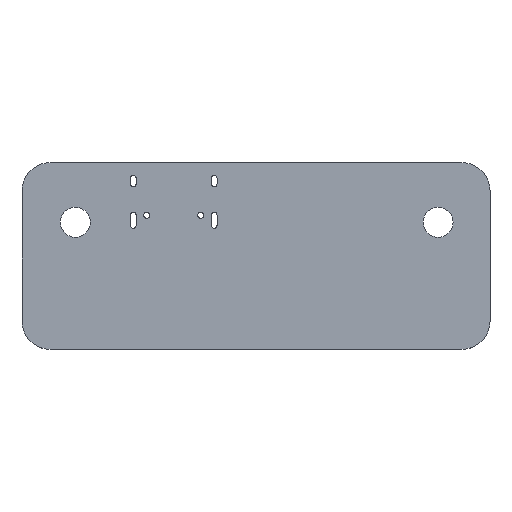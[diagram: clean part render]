
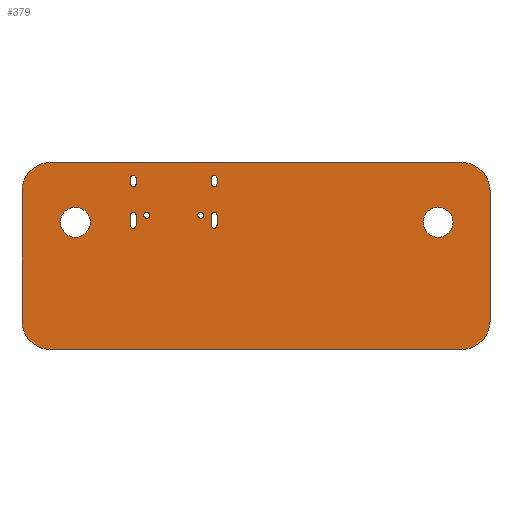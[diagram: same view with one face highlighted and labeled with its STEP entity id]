
A CAD part, top view. The second image highlights one B-rep face of the part: STEP entity #379.
In plain terms, the highlighted planar face has unit normal (0, 0, 1).
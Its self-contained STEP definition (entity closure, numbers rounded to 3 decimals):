
#42 = VERTEX_POINT('',#43);
#43 = CARTESIAN_POINT('',(180.5,-31.5,1.6));
#49 = EDGE_CURVE('',#42,#50,#52,.T.);
#50 = VERTEX_POINT('',#51);
#51 = CARTESIAN_POINT('',(183.5,-34.5,1.6));
#52 = CIRCLE('',#53,3.);
#53 = AXIS2_PLACEMENT_3D('',#54,#55,#56);
#54 = CARTESIAN_POINT('',(180.5,-34.5,1.6));
#55 = DIRECTION('',(0.,0.,-1.));
#56 = DIRECTION('',(0.,1.,0.));
#84 = VERTEX_POINT('',#85);
#85 = CARTESIAN_POINT('',(136.5,-31.5,1.6));
#91 = EDGE_CURVE('',#84,#42,#92,.T.);
#92 = LINE('',#93,#94);
#93 = CARTESIAN_POINT('',(136.5,-31.5,1.6));
#94 = VECTOR('',#95,1.);
#95 = DIRECTION('',(1.,0.,0.));
#113 = EDGE_CURVE('',#50,#114,#116,.T.);
#114 = VERTEX_POINT('',#115);
#115 = CARTESIAN_POINT('',(183.5,-48.45,1.6));
#116 = LINE('',#117,#118);
#117 = CARTESIAN_POINT('',(183.5,-34.5,1.6));
#118 = VECTOR('',#119,1.);
#119 = DIRECTION('',(0.,-1.,0.));
#379 = ADVANCED_FACE('',(#380,#426,#437,#473,#484,#495,#531,#542,#578),
  #614,.T.);
#380 = FACE_BOUND('',#381,.T.);
#381 = EDGE_LOOP('',(#382,#383,#384,#393,#401,#410,#418,#425));
#382 = ORIENTED_EDGE('',*,*,#49,.F.);
#383 = ORIENTED_EDGE('',*,*,#91,.F.);
#384 = ORIENTED_EDGE('',*,*,#385,.F.);
#385 = EDGE_CURVE('',#386,#84,#388,.T.);
#386 = VERTEX_POINT('',#387);
#387 = CARTESIAN_POINT('',(133.5,-34.5,1.6));
#388 = CIRCLE('',#389,3.);
#389 = AXIS2_PLACEMENT_3D('',#390,#391,#392);
#390 = CARTESIAN_POINT('',(136.5,-34.5,1.6));
#391 = DIRECTION('',(0.,0.,-1.));
#392 = DIRECTION('',(-1.,0.,0.));
#393 = ORIENTED_EDGE('',*,*,#394,.F.);
#394 = EDGE_CURVE('',#395,#386,#397,.T.);
#395 = VERTEX_POINT('',#396);
#396 = CARTESIAN_POINT('',(133.5,-48.45,1.6));
#397 = LINE('',#398,#399);
#398 = CARTESIAN_POINT('',(133.5,-48.45,1.6));
#399 = VECTOR('',#400,1.);
#400 = DIRECTION('',(0.,1.,0.));
#401 = ORIENTED_EDGE('',*,*,#402,.F.);
#402 = EDGE_CURVE('',#403,#395,#405,.T.);
#403 = VERTEX_POINT('',#404);
#404 = CARTESIAN_POINT('',(136.5,-51.45,1.6));
#405 = CIRCLE('',#406,3.);
#406 = AXIS2_PLACEMENT_3D('',#407,#408,#409);
#407 = CARTESIAN_POINT('',(136.5,-48.45,1.6));
#408 = DIRECTION('',(0.,0.,-1.));
#409 = DIRECTION('',(0.,-1.,-0.));
#410 = ORIENTED_EDGE('',*,*,#411,.F.);
#411 = EDGE_CURVE('',#412,#403,#414,.T.);
#412 = VERTEX_POINT('',#413);
#413 = CARTESIAN_POINT('',(180.5,-51.45,1.6));
#414 = LINE('',#415,#416);
#415 = CARTESIAN_POINT('',(180.5,-51.45,1.6));
#416 = VECTOR('',#417,1.);
#417 = DIRECTION('',(-1.,0.,0.));
#418 = ORIENTED_EDGE('',*,*,#419,.F.);
#419 = EDGE_CURVE('',#114,#412,#420,.T.);
#420 = CIRCLE('',#421,3.);
#421 = AXIS2_PLACEMENT_3D('',#422,#423,#424);
#422 = CARTESIAN_POINT('',(180.5,-48.45,1.6));
#423 = DIRECTION('',(0.,0.,-1.));
#424 = DIRECTION('',(1.,0.,0.));
#425 = ORIENTED_EDGE('',*,*,#113,.F.);
#426 = FACE_BOUND('',#427,.T.);
#427 = EDGE_LOOP('',(#428));
#428 = ORIENTED_EDGE('',*,*,#429,.T.);
#429 = EDGE_CURVE('',#430,#430,#432,.T.);
#430 = VERTEX_POINT('',#431);
#431 = CARTESIAN_POINT('',(139.204,-39.471,1.6));
#432 = CIRCLE('',#433,1.6);
#433 = AXIS2_PLACEMENT_3D('',#434,#435,#436);
#434 = CARTESIAN_POINT('',(139.204,-37.871,1.6));
#435 = DIRECTION('',(-0.,0.,-1.));
#436 = DIRECTION('',(-0.,-1.,0.));
#437 = FACE_BOUND('',#438,.T.);
#438 = EDGE_LOOP('',(#439,#450,#458,#467));
#439 = ORIENTED_EDGE('',*,*,#440,.T.);
#440 = EDGE_CURVE('',#441,#443,#445,.T.);
#441 = VERTEX_POINT('',#442);
#442 = CARTESIAN_POINT('',(145.095,-37.11,1.6));
#443 = VERTEX_POINT('',#444);
#444 = CARTESIAN_POINT('',(145.695,-37.11,1.6));
#445 = CIRCLE('',#446,0.3);
#446 = AXIS2_PLACEMENT_3D('',#447,#448,#449);
#447 = CARTESIAN_POINT('',(145.395,-37.11,1.6));
#448 = DIRECTION('',(0.,-0.,-1.));
#449 = DIRECTION('',(1.,0.,-0.));
#450 = ORIENTED_EDGE('',*,*,#451,.T.);
#451 = EDGE_CURVE('',#443,#452,#454,.T.);
#452 = VERTEX_POINT('',#453);
#453 = CARTESIAN_POINT('',(145.695,-38.21,1.6));
#454 = LINE('',#455,#456);
#455 = CARTESIAN_POINT('',(145.695,-19.105,1.6));
#456 = VECTOR('',#457,1.);
#457 = DIRECTION('',(0.,-1.,0.));
#458 = ORIENTED_EDGE('',*,*,#459,.T.);
#459 = EDGE_CURVE('',#452,#460,#462,.T.);
#460 = VERTEX_POINT('',#461);
#461 = CARTESIAN_POINT('',(145.095,-38.21,1.6));
#462 = CIRCLE('',#463,0.3);
#463 = AXIS2_PLACEMENT_3D('',#464,#465,#466);
#464 = CARTESIAN_POINT('',(145.395,-38.21,1.6));
#465 = DIRECTION('',(-0.,0.,-1.));
#466 = DIRECTION('',(-1.,0.,0.));
#467 = ORIENTED_EDGE('',*,*,#468,.T.);
#468 = EDGE_CURVE('',#460,#441,#469,.T.);
#469 = LINE('',#470,#471);
#470 = CARTESIAN_POINT('',(145.095,-18.555,1.6));
#471 = VECTOR('',#472,1.);
#472 = DIRECTION('',(-0.,1.,0.));
#473 = FACE_BOUND('',#474,.T.);
#474 = EDGE_LOOP('',(#475));
#475 = ORIENTED_EDGE('',*,*,#476,.T.);
#476 = EDGE_CURVE('',#477,#477,#479,.T.);
#477 = VERTEX_POINT('',#478);
#478 = CARTESIAN_POINT('',(146.825,-37.455,1.6));
#479 = CIRCLE('',#480,0.325);
#480 = AXIS2_PLACEMENT_3D('',#481,#482,#483);
#481 = CARTESIAN_POINT('',(146.825,-37.13,1.6));
#482 = DIRECTION('',(-0.,0.,-1.));
#483 = DIRECTION('',(-0.,-1.,0.));
#484 = FACE_BOUND('',#485,.T.);
#485 = EDGE_LOOP('',(#486));
#486 = ORIENTED_EDGE('',*,*,#487,.T.);
#487 = EDGE_CURVE('',#488,#488,#490,.T.);
#488 = VERTEX_POINT('',#489);
#489 = CARTESIAN_POINT('',(152.605,-37.455,1.6));
#490 = CIRCLE('',#491,0.325);
#491 = AXIS2_PLACEMENT_3D('',#492,#493,#494);
#492 = CARTESIAN_POINT('',(152.605,-37.13,1.6));
#493 = DIRECTION('',(-0.,0.,-1.));
#494 = DIRECTION('',(0.,-1.,0.));
#495 = FACE_BOUND('',#496,.T.);
#496 = EDGE_LOOP('',(#497,#508,#516,#525));
#497 = ORIENTED_EDGE('',*,*,#498,.T.);
#498 = EDGE_CURVE('',#499,#501,#503,.T.);
#499 = VERTEX_POINT('',#500);
#500 = CARTESIAN_POINT('',(153.735,-37.11,1.6));
#501 = VERTEX_POINT('',#502);
#502 = CARTESIAN_POINT('',(154.335,-37.11,1.6));
#503 = CIRCLE('',#504,0.3);
#504 = AXIS2_PLACEMENT_3D('',#505,#506,#507);
#505 = CARTESIAN_POINT('',(154.035,-37.11,1.6));
#506 = DIRECTION('',(0.,-0.,-1.));
#507 = DIRECTION('',(1.,0.,-0.));
#508 = ORIENTED_EDGE('',*,*,#509,.T.);
#509 = EDGE_CURVE('',#501,#510,#512,.T.);
#510 = VERTEX_POINT('',#511);
#511 = CARTESIAN_POINT('',(154.335,-38.21,1.6));
#512 = LINE('',#513,#514);
#513 = CARTESIAN_POINT('',(154.335,-19.105,1.6));
#514 = VECTOR('',#515,1.);
#515 = DIRECTION('',(0.,-1.,0.));
#516 = ORIENTED_EDGE('',*,*,#517,.T.);
#517 = EDGE_CURVE('',#510,#518,#520,.T.);
#518 = VERTEX_POINT('',#519);
#519 = CARTESIAN_POINT('',(153.735,-38.21,1.6));
#520 = CIRCLE('',#521,0.3);
#521 = AXIS2_PLACEMENT_3D('',#522,#523,#524);
#522 = CARTESIAN_POINT('',(154.035,-38.21,1.6));
#523 = DIRECTION('',(-0.,0.,-1.));
#524 = DIRECTION('',(-1.,0.,0.));
#525 = ORIENTED_EDGE('',*,*,#526,.T.);
#526 = EDGE_CURVE('',#518,#499,#527,.T.);
#527 = LINE('',#528,#529);
#528 = CARTESIAN_POINT('',(153.735,-18.555,1.6));
#529 = VECTOR('',#530,1.);
#530 = DIRECTION('',(-0.,1.,0.));
#531 = FACE_BOUND('',#532,.T.);
#532 = EDGE_LOOP('',(#533));
#533 = ORIENTED_EDGE('',*,*,#534,.T.);
#534 = EDGE_CURVE('',#535,#535,#537,.T.);
#535 = VERTEX_POINT('',#536);
#536 = CARTESIAN_POINT('',(177.954,-39.471,1.6));
#537 = CIRCLE('',#538,1.6);
#538 = AXIS2_PLACEMENT_3D('',#539,#540,#541);
#539 = CARTESIAN_POINT('',(177.954,-37.871,1.6));
#540 = DIRECTION('',(-0.,0.,-1.));
#541 = DIRECTION('',(-0.,-1.,0.));
#542 = FACE_BOUND('',#543,.T.);
#543 = EDGE_LOOP('',(#544,#555,#563,#572));
#544 = ORIENTED_EDGE('',*,*,#545,.T.);
#545 = EDGE_CURVE('',#546,#548,#550,.T.);
#546 = VERTEX_POINT('',#547);
#547 = CARTESIAN_POINT('',(145.095,-33.18,1.6));
#548 = VERTEX_POINT('',#549);
#549 = CARTESIAN_POINT('',(145.695,-33.18,1.6));
#550 = CIRCLE('',#551,0.3);
#551 = AXIS2_PLACEMENT_3D('',#552,#553,#554);
#552 = CARTESIAN_POINT('',(145.395,-33.18,1.6));
#553 = DIRECTION('',(0.,-0.,-1.));
#554 = DIRECTION('',(1.,0.,-0.));
#555 = ORIENTED_EDGE('',*,*,#556,.T.);
#556 = EDGE_CURVE('',#548,#557,#559,.T.);
#557 = VERTEX_POINT('',#558);
#558 = CARTESIAN_POINT('',(145.695,-33.78,1.6));
#559 = LINE('',#560,#561);
#560 = CARTESIAN_POINT('',(145.695,-16.89,1.6));
#561 = VECTOR('',#562,1.);
#562 = DIRECTION('',(0.,-1.,0.));
#563 = ORIENTED_EDGE('',*,*,#564,.T.);
#564 = EDGE_CURVE('',#557,#565,#567,.T.);
#565 = VERTEX_POINT('',#566);
#566 = CARTESIAN_POINT('',(145.095,-33.78,1.6));
#567 = CIRCLE('',#568,0.3);
#568 = AXIS2_PLACEMENT_3D('',#569,#570,#571);
#569 = CARTESIAN_POINT('',(145.395,-33.78,1.6));
#570 = DIRECTION('',(-0.,0.,-1.));
#571 = DIRECTION('',(-1.,0.,0.));
#572 = ORIENTED_EDGE('',*,*,#573,.T.);
#573 = EDGE_CURVE('',#565,#546,#574,.T.);
#574 = LINE('',#575,#576);
#575 = CARTESIAN_POINT('',(145.095,-16.59,1.6));
#576 = VECTOR('',#577,1.);
#577 = DIRECTION('',(-0.,1.,0.));
#578 = FACE_BOUND('',#579,.T.);
#579 = EDGE_LOOP('',(#580,#591,#599,#608));
#580 = ORIENTED_EDGE('',*,*,#581,.T.);
#581 = EDGE_CURVE('',#582,#584,#586,.T.);
#582 = VERTEX_POINT('',#583);
#583 = CARTESIAN_POINT('',(153.735,-33.18,1.6));
#584 = VERTEX_POINT('',#585);
#585 = CARTESIAN_POINT('',(154.335,-33.18,1.6));
#586 = CIRCLE('',#587,0.3);
#587 = AXIS2_PLACEMENT_3D('',#588,#589,#590);
#588 = CARTESIAN_POINT('',(154.035,-33.18,1.6));
#589 = DIRECTION('',(0.,-0.,-1.));
#590 = DIRECTION('',(1.,0.,-0.));
#591 = ORIENTED_EDGE('',*,*,#592,.T.);
#592 = EDGE_CURVE('',#584,#593,#595,.T.);
#593 = VERTEX_POINT('',#594);
#594 = CARTESIAN_POINT('',(154.335,-33.78,1.6));
#595 = LINE('',#596,#597);
#596 = CARTESIAN_POINT('',(154.335,-16.89,1.6));
#597 = VECTOR('',#598,1.);
#598 = DIRECTION('',(0.,-1.,0.));
#599 = ORIENTED_EDGE('',*,*,#600,.T.);
#600 = EDGE_CURVE('',#593,#601,#603,.T.);
#601 = VERTEX_POINT('',#602);
#602 = CARTESIAN_POINT('',(153.735,-33.78,1.6));
#603 = CIRCLE('',#604,0.3);
#604 = AXIS2_PLACEMENT_3D('',#605,#606,#607);
#605 = CARTESIAN_POINT('',(154.035,-33.78,1.6));
#606 = DIRECTION('',(-0.,0.,-1.));
#607 = DIRECTION('',(-1.,0.,0.));
#608 = ORIENTED_EDGE('',*,*,#609,.T.);
#609 = EDGE_CURVE('',#601,#582,#610,.T.);
#610 = LINE('',#611,#612);
#611 = CARTESIAN_POINT('',(153.735,-16.59,1.6));
#612 = VECTOR('',#613,1.);
#613 = DIRECTION('',(-0.,1.,0.));
#614 = PLANE('',#615);
#615 = AXIS2_PLACEMENT_3D('',#616,#617,#618);
#616 = CARTESIAN_POINT('',(0.,0.,1.6));
#617 = DIRECTION('',(0.,0.,1.));
#618 = DIRECTION('',(1.,0.,-0.));
